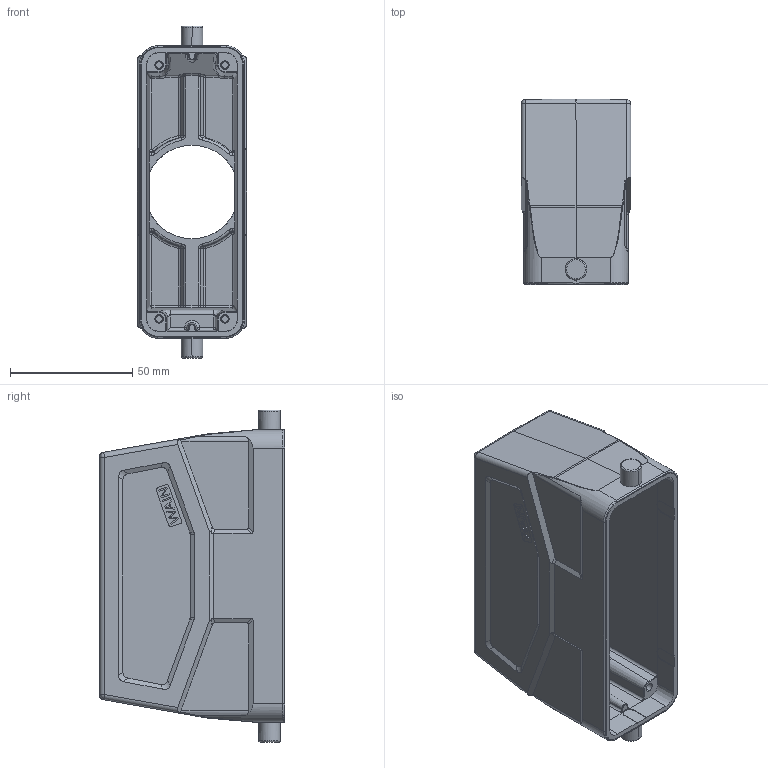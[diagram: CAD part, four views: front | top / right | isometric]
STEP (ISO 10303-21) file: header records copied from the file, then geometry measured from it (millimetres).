
FILE_DESCRIPTION((''),'2;1');
FILE_NAME('3D_1111244105002_W24B-TEH-2B-M4','2017-06-07T',('sh.ye'),(''),'PRO/ENGINEER BY PARAMETRIC TECHNOLOGY CORPORATION, 2010180','PRO/ENGINEER BY PARAMETRIC TECHNOLOGY CORPORATION, 2010180','');
FILE_SCHEMA(('AUTOMOTIVE_DESIGN { 1 0 10303 214 1 1 1 1 }'));
Length unit declared in the file: millimetre
Products named in the file (1): 3D_1111244105002_W24B-TEH-2B-M4
Bounding box: 45 x 76 x 136 mm (x, y, z)
Volume: 96343.7 mm3; surface area: 52116.9 mm2
Topology: 1 solids, 1 shells, 515 faces, 1331 edges, 816 vertices
Faces by surface type: plane 218, cylinder 152, bspline 57, torus 28, sphere 23, extrusion 20, cone 17
Entity records: 19066 total; most frequent: CARTESIAN_POINT 7141, ORIENTED_EDGE 2616, DIRECTION 2161, EDGE_CURVE 1308, VERTEX_POINT 816, VECTOR 721, AXIS2_PLACEMENT_3D 720, LINE 701
